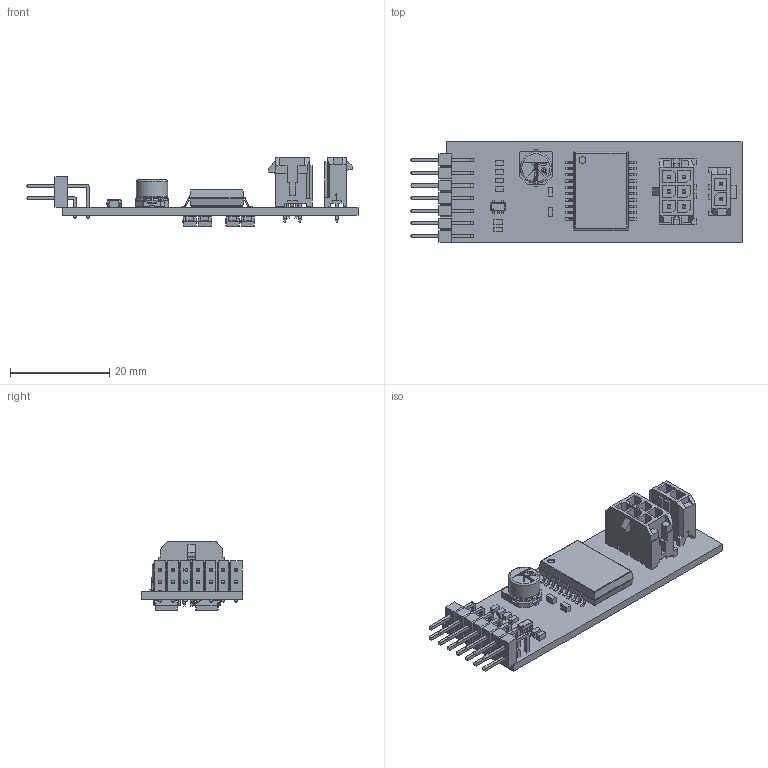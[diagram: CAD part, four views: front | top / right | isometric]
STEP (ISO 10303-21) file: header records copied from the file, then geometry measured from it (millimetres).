
FILE_DESCRIPTION(('Open CASCADE Model'),'2;1');
FILE_NAME('Open CASCADE Shape Model','2024-08-19T11:33:56',('Author'),( 'Open CASCADE'),'Open CASCADE STEP processor 7.5','Open CASCADE 7.5' ,'Unknown');
FILE_SCHEMA(('AUTOMOTIVE_DESIGN { 1 0 10303 214 1 1 1 1 }'));
Length unit declared in the file: millimetre
Products named in the file (58): PCB; Board; Open CASCADE STEP translator 7.5 1.1.1; U1; 6824953920; Body; PinsArrayL; PinsArrayR; U2; 6162735040; PinsArrayLR; ThermalPad; J1; 6187118368; LeadsArray; C3; 6187649888; Extruded; C4; D1; 7016935120; ��1; ��2; D2; 7016942720; D3; D4; D5; D6; D7; D8; R2; 6187649648; R3; R4; J2; 6187121408; Open CASCADE STEP translator 7.5 1.18.1.1; Open CASCADE STEP translator 7.5 1.18.1.2; J3 ...
Assembly tree (68 placements, depth 4):
  PCB
    Board
      Open CASCADE STEP translator 7.5 1.1.1
    U1
      6824953920
        Body
        PinsArrayL
        PinsArrayR
    U2
      6162735040
        Body
        PinsArrayLR
        ThermalPad
    J1
      6187118368
        Body
        LeadsArray
        LeadsArray
    C3
      6187649888
        Extruded
    C4
      6187649888
        Extruded
    D1
      7016935120
        ��1
        ��2
    D2
      7016942720
        ��1
        ��2
    D3
      7016942720
        ��1
        ��2
    D4
      7016935120
        ��1
        ��2
    D5
      7016942720
        ��1
        ��2
    D6
      7016935120
        ��1
        ��2
    D7
      7016935120
        ��1
        ��2
    D8
      7016942720
        ��1
        ��2
    R2
      6187649648
        Extruded
    R3
Bounding box: 66.92 x 20.38 x 13.95 mm (x, y, z)
Volume: 4183.5 mm3; surface area: 7142.9 mm2
Topology: 81 solids, 81 shells, 2232 faces, 5509 edges, 3425 vertices
Faces by surface type: plane 1622, cylinder 487, bspline 96, extrusion 16, torus 7, cone 4
Full cylindrical faces by diameter (mm): 0.2 x1, 0.787 x1, 0.9 x2, 0.913 x1, 1 x4, 1.375 x1, 1.544 x1, 1.669 x1, 3.812 x1, 3.938 x1, 4.41 x1, 6.15 x1, 6.3 x1
Entity records: 53691 total; most frequent: CARTESIAN_POINT 11304, ORIENTED_EDGE 8362, DIRECTION 7550, EDGE_CURVE 4181, VECTOR 3276, LINE 3260, VERTEX_POINT 2649, AXIS2_PLACEMENT_3D 2137
